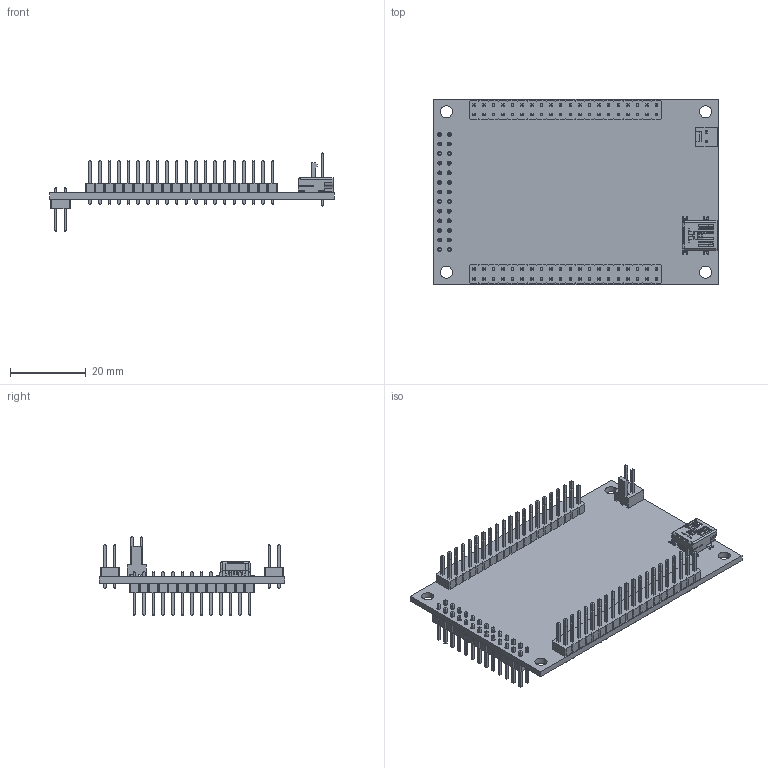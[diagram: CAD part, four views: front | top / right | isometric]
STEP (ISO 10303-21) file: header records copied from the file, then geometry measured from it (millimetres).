
FILE_DESCRIPTION(('FreeCAD Model'),'2;1');
FILE_NAME('Open CASCADE Shape Model','2021-11-29T20:43:32',(''),(''), 'Open CASCADE STEP processor 7.5','FreeCAD','Unknown');
FILE_SCHEMA(('AUTOMOTIVE_DESIGN { 1 0 10303 214 1 1 1 1 }'));
Length unit declared in the file: millimetre
Products named in the file (11): DE0-Nano_bare; LHS-02; SOLID; USB_Mini-B_Lumberg_2486_01_Horizontal; SOLID001; PinHeader_2x20_P2.54mm_Vertical; SOLID002; PinHeader_2x20_P2.54mm_Vertical001; PinHeader_2x13_P2.54mm_Vertical; SOLID004; COMPOUND
Assembly tree (11 placements, depth 3):
  DE0-Nano_bare
    LHS-02
      SOLID
    USB_Mini-B_Lumberg_2486_01_Horizontal
      SOLID001
    PinHeader_2x20_P2.54mm_Vertical
      SOLID002
    PinHeader_2x20_P2.54mm_Vertical001
      SOLID002
    PinHeader_2x13_P2.54mm_Vertical
      SOLID004
    COMPOUND
Bounding box: 75.2 x 49 x 20.9 mm (x, y, z)
Volume: 8077.7 mm3; surface area: 13545.1 mm2
Topology: 6 solids, 6 shells, 2888 faces, 7129 edges, 4447 vertices
Faces by surface type: plane 2607, cylinder 279, torus 2
Full cylindrical faces by diameter (mm): 0.8 x2, 0.9 x2, 0.94 x2, 1 x106, 3.2 x4
Entity records: 75053 total; most frequent: CARTESIAN_POINT 10610, ORIENTED_EDGE 10326, DIRECTION 9833, EDGE_CURVE 5163, LINE 4597, VECTOR 4597, VERTEX_POINT 3243, AXIS2_PLACEMENT_3D 2618
